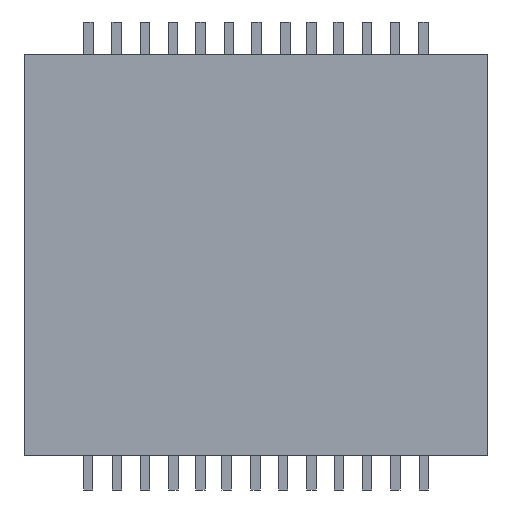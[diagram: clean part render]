
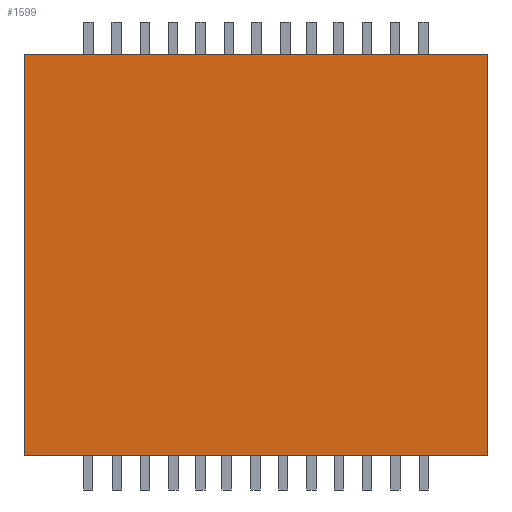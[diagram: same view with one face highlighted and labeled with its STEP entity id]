
A CAD part, front view. The second image highlights one B-rep face of the part: STEP entity #1599.
In plain terms, the highlighted planar face has unit normal (0, -1, 0).
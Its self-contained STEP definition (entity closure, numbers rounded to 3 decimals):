
#167 = EDGE_CURVE ( 'NONE', #1569, #627, #1979, .T. ) ;
#243 = ORIENTED_EDGE ( 'NONE', *, *, #4959, .F. ) ;
#378 = CARTESIAN_POINT ( 'NONE',  ( 30., 0., 26. ) ) ;
#388 = VECTOR ( 'NONE', #1782, 1000. ) ;
#597 = CARTESIAN_POINT ( 'NONE',  ( -30., 0., 26. ) ) ;
#627 = VERTEX_POINT ( 'NONE', #5824 ) ;
#862 = AXIS2_PLACEMENT_3D ( 'NONE', #6293, #3467, #2959 ) ;
#885 = FACE_OUTER_BOUND ( 'NONE', #4089, .T. ) ;
#1299 = LINE ( 'NONE', #378, #388 ) ;
#1479 = VECTOR ( 'NONE', #5962, 1000. ) ;
#1569 = VERTEX_POINT ( 'NONE', #2862 ) ;
#1595 = DIRECTION ( 'NONE',  ( 1., 0., 0. ) ) ;
#1599 = ADVANCED_FACE ( 'NONE', ( #885 ), #4450, .T. ) ;
#1729 = DIRECTION ( 'NONE',  ( 0., 0., 1. ) ) ;
#1782 = DIRECTION ( 'NONE',  ( 0., 0., -1. ) ) ;
#1979 = LINE ( 'NONE', #4939, #1479 ) ;
#2046 = VECTOR ( 'NONE', #1595, 1000. ) ;
#2240 = LINE ( 'NONE', #4750, #4553 ) ;
#2825 = ORIENTED_EDGE ( 'NONE', *, *, #6271, .F. ) ;
#2862 = CARTESIAN_POINT ( 'NONE',  ( 30., 0., -26. ) ) ;
#2959 = DIRECTION ( 'NONE',  ( 0., 0., -1. ) ) ;
#3147 = CARTESIAN_POINT ( 'NONE',  ( 30., 0., 26. ) ) ;
#3243 = VERTEX_POINT ( 'NONE', #3147 ) ;
#3467 = DIRECTION ( 'NONE',  ( 0., -1., 0. ) ) ;
#3678 = ORIENTED_EDGE ( 'NONE', *, *, #167, .F. ) ;
#4089 = EDGE_LOOP ( 'NONE', ( #4522, #2825, #243, #3678 ) ) ;
#4406 = VERTEX_POINT ( 'NONE', #597 ) ;
#4450 = PLANE ( 'NONE',  #862 ) ;
#4522 = ORIENTED_EDGE ( 'NONE', *, *, #5338, .F. ) ;
#4553 = VECTOR ( 'NONE', #1729, 1000. ) ;
#4750 = CARTESIAN_POINT ( 'NONE',  ( -30., 0., 26. ) ) ;
#4939 = CARTESIAN_POINT ( 'NONE',  ( -30., 0., -26. ) ) ;
#4959 = EDGE_CURVE ( 'NONE', #627, #4406, #2240, .T. ) ;
#5338 = EDGE_CURVE ( 'NONE', #3243, #1569, #1299, .T. ) ;
#5506 = LINE ( 'NONE', #5956, #2046 ) ;
#5824 = CARTESIAN_POINT ( 'NONE',  ( -30., 0., -26. ) ) ;
#5956 = CARTESIAN_POINT ( 'NONE',  ( -30., 0., 26. ) ) ;
#5962 = DIRECTION ( 'NONE',  ( -1., 0., 0. ) ) ;
#6271 = EDGE_CURVE ( 'NONE', #4406, #3243, #5506, .T. ) ;
#6293 = CARTESIAN_POINT ( 'NONE',  ( 0., 0., 0. ) ) ;
